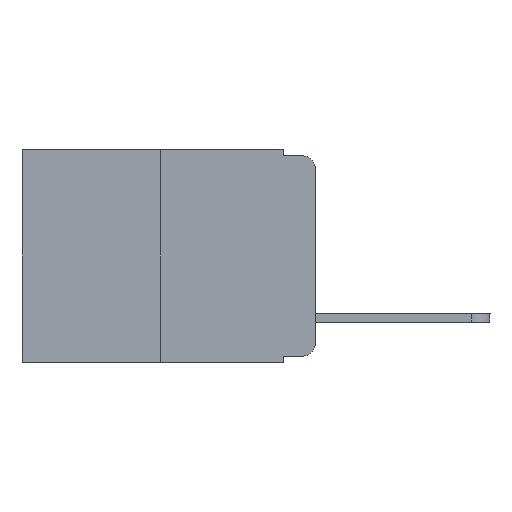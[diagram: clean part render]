
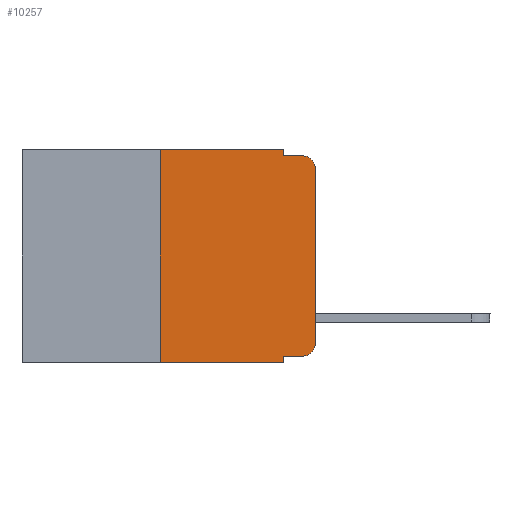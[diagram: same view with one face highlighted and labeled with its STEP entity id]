
A CAD part, left-side view. The second image highlights one B-rep face of the part: STEP entity #10257.
In plain terms, the highlighted planar face has unit normal (-1, 0, 0).
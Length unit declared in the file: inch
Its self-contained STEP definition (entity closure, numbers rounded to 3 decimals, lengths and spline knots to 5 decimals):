
#187 = VECTOR ( 'NONE', #4000, 39.37008 ) ;
#307 = CARTESIAN_POINT ( 'NONE',  ( 0., 0.473, 0. ) ) ;
#383 = EDGE_CURVE ( 'NONE', #10024, #3729, #6672, .T. ) ;
#407 = ORIENTED_EDGE ( 'NONE', *, *, #13572, .F. ) ;
#622 = DIRECTION ( 'NONE',  ( 0., 0., -1. ) ) ;
#626 = CARTESIAN_POINT ( 'NONE',  ( 0., 0.051, 0. ) ) ;
#670 = VECTOR ( 'NONE', #6176, 39.37008 ) ;
#712 = CARTESIAN_POINT ( 'NONE',  ( 0., 0.02, -0.03 ) ) ;
#755 = EDGE_CURVE ( 'NONE', #4767, #6262, #4667, .T. ) ;
#1007 = ORIENTED_EDGE ( 'NONE', *, *, #3275, .F. ) ;
#1241 = FACE_OUTER_BOUND ( 'NONE', #8542, .T. ) ;
#1313 = CARTESIAN_POINT ( 'NONE',  ( 0., 0.02, -0.313 ) ) ;
#1415 = CARTESIAN_POINT ( 'NONE',  ( 0., 0.051, -0.01 ) ) ;
#1720 = VERTEX_POINT ( 'NONE', #2968 ) ;
#2100 = CIRCLE ( 'NONE', #4041, 0.02 ) ;
#2440 = DIRECTION ( 'NONE',  ( 0., -1., 0. ) ) ;
#2798 = DIRECTION ( 'NONE',  ( -1., 0., 0. ) ) ;
#2950 = CARTESIAN_POINT ( 'NONE',  ( 0., 0.051, 0. ) ) ;
#2968 = CARTESIAN_POINT ( 'NONE',  ( 0., 0.02, -0.333 ) ) ;
#3017 = CARTESIAN_POINT ( 'NONE',  ( 0., 0.473, 0. ) ) ;
#3247 = CARTESIAN_POINT ( 'NONE',  ( 0., 0., 0. ) ) ;
#3275 = EDGE_CURVE ( 'NONE', #6452, #6262, #12713, .T. ) ;
#3345 = VERTEX_POINT ( 'NONE', #7029 ) ;
#3565 = ORIENTED_EDGE ( 'NONE', *, *, #383, .F. ) ;
#3729 = VERTEX_POINT ( 'NONE', #1415 ) ;
#3763 = ORIENTED_EDGE ( 'NONE', *, *, #5692, .T. ) ;
#3878 = ORIENTED_EDGE ( 'NONE', *, *, #7139, .F. ) ;
#3992 = VECTOR ( 'NONE', #7504, 39.37008 ) ;
#4000 = DIRECTION ( 'NONE',  ( 0., -1., 0. ) ) ;
#4041 = AXIS2_PLACEMENT_3D ( 'NONE', #712, #2798, #4226 ) ;
#4079 = VERTEX_POINT ( 'NONE', #6316 ) ;
#4113 = LINE ( 'NONE', #11633, #670 ) ;
#4226 = DIRECTION ( 'NONE',  ( 0., 0., -1. ) ) ;
#4360 = VERTEX_POINT ( 'NONE', #13028 ) ;
#4667 = LINE ( 'NONE', #11819, #8955 ) ;
#4767 = VERTEX_POINT ( 'NONE', #11665 ) ;
#4810 = DIRECTION ( 'NONE',  ( 0., 0., 1. ) ) ;
#5218 = ORIENTED_EDGE ( 'NONE', *, *, #10227, .T. ) ;
#5533 = PLANE ( 'NONE',  #12205 ) ;
#5559 = VECTOR ( 'NONE', #11330, 39.37008 ) ;
#5627 = DIRECTION ( 'NONE',  ( -1., 0., 0. ) ) ;
#5692 = EDGE_CURVE ( 'NONE', #6452, #1720, #4113, .T. ) ;
#6048 = VERTEX_POINT ( 'NONE', #12187 ) ;
#6157 = EDGE_CURVE ( 'NONE', #3729, #4360, #6406, .T. ) ;
#6176 = DIRECTION ( 'NONE',  ( 0., -1., 0. ) ) ;
#6196 = DIRECTION ( 'NONE',  ( 0., -1., 0. ) ) ;
#6262 = VERTEX_POINT ( 'NONE', #7359 ) ;
#6316 = CARTESIAN_POINT ( 'NONE',  ( 0., 0., -0.03 ) ) ;
#6406 = LINE ( 'NONE', #12444, #187 ) ;
#6452 = VERTEX_POINT ( 'NONE', #9696 ) ;
#6672 = LINE ( 'NONE', #626, #13660 ) ;
#6802 = ORIENTED_EDGE ( 'NONE', *, *, #10790, .T. ) ;
#7029 = CARTESIAN_POINT ( 'NONE',  ( 0., 0.25, 0. ) ) ;
#7139 = EDGE_CURVE ( 'NONE', #4767, #3345, #10043, .T. ) ;
#7359 = CARTESIAN_POINT ( 'NONE',  ( 0., 0.051, -0.343 ) ) ;
#7504 = DIRECTION ( 'NONE',  ( 0., 0., 1. ) ) ;
#7611 = DIRECTION ( 'NONE',  ( 0., 0., -1. ) ) ;
#7644 = CIRCLE ( 'NONE', #12278, 0.02 ) ;
#7823 = CARTESIAN_POINT ( 'NONE',  ( 0., 0.051, 0. ) ) ;
#7987 = DIRECTION ( 'NONE',  ( 1., 0., 0. ) ) ;
#8047 = LINE ( 'NONE', #3017, #8203 ) ;
#8203 = VECTOR ( 'NONE', #6196, 39.37008 ) ;
#8277 = ORIENTED_EDGE ( 'NONE', *, *, #6157, .F. ) ;
#8542 = EDGE_LOOP ( 'NONE', ( #6802, #9465, #8277, #3565, #407, #3878, #12118, #1007, #3763, #5218 ) ) ;
#8873 = VECTOR ( 'NONE', #4810, 39.37008 ) ;
#8955 = VECTOR ( 'NONE', #2440, 39.37008 ) ;
#9465 = ORIENTED_EDGE ( 'NONE', *, *, #13503, .T. ) ;
#9696 = CARTESIAN_POINT ( 'NONE',  ( 0., 0.051, -0.333 ) ) ;
#9729 = CARTESIAN_POINT ( 'NONE',  ( 0., 0.25, 0. ) ) ;
#10024 = VERTEX_POINT ( 'NONE', #2950 ) ;
#10043 = LINE ( 'NONE', #9729, #8873 ) ;
#10227 = EDGE_CURVE ( 'NONE', #1720, #6048, #7644, .T. ) ;
#10257 = ADVANCED_FACE ( 'NONE', ( #1241 ), #5533, .F. ) ;
#10790 = EDGE_CURVE ( 'NONE', #6048, #4079, #12803, .T. ) ;
#11033 = DIRECTION ( 'NONE',  ( 0., 0., -1. ) ) ;
#11330 = DIRECTION ( 'NONE',  ( 0., 0., -1. ) ) ;
#11633 = CARTESIAN_POINT ( 'NONE',  ( 0., 0.051, -0.333 ) ) ;
#11665 = CARTESIAN_POINT ( 'NONE',  ( 0., 0.25, -0.343 ) ) ;
#11819 = CARTESIAN_POINT ( 'NONE',  ( 0., 0.473, -0.343 ) ) ;
#12118 = ORIENTED_EDGE ( 'NONE', *, *, #755, .T. ) ;
#12187 = CARTESIAN_POINT ( 'NONE',  ( 0., 0., -0.313 ) ) ;
#12205 = AXIS2_PLACEMENT_3D ( 'NONE', #307, #7987, #622 ) ;
#12278 = AXIS2_PLACEMENT_3D ( 'NONE', #1313, #5627, #7611 ) ;
#12444 = CARTESIAN_POINT ( 'NONE',  ( 0., 0.051, -0.01 ) ) ;
#12713 = LINE ( 'NONE', #7823, #5559 ) ;
#12803 = LINE ( 'NONE', #3247, #3992 ) ;
#13028 = CARTESIAN_POINT ( 'NONE',  ( 0., 0.02, -0.01 ) ) ;
#13503 = EDGE_CURVE ( 'NONE', #4079, #4360, #2100, .T. ) ;
#13572 = EDGE_CURVE ( 'NONE', #3345, #10024, #8047, .T. ) ;
#13660 = VECTOR ( 'NONE', #11033, 39.37008 ) ;
